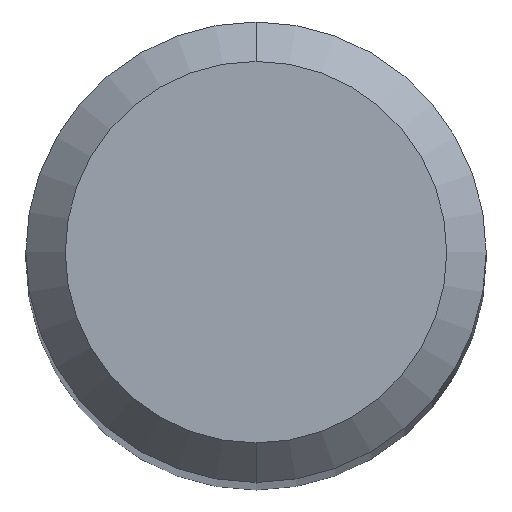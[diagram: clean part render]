
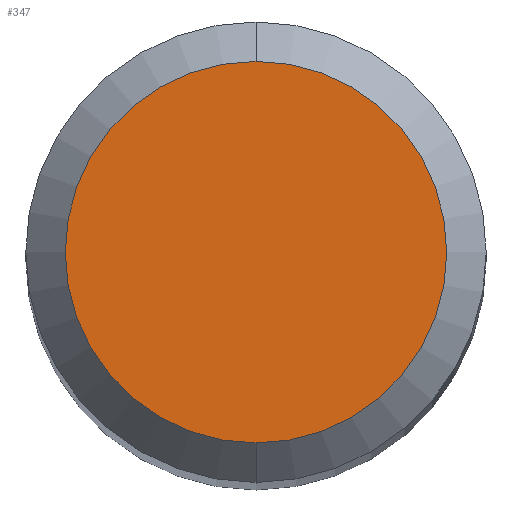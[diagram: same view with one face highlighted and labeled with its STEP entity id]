
A CAD part, top view. The second image highlights one B-rep face of the part: STEP entity #347.
In plain terms, the highlighted planar face has unit normal (0, 0, 1).
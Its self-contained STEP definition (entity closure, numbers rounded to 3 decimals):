
#243=VERTEX_POINT('',#490);
#255=EDGE_CURVE('',#243,#307,#503,.T.);
#307=VERTEX_POINT('',#560);
#331=EDGE_CURVE('',#307,#243,#587,.T.);
#347=ADVANCED_FACE('',(#605),#606,.T.);
#490=CARTESIAN_POINT('',(0.0,1.45,0.0));
#503=CIRCLE('',#793,1.45);
#560=CARTESIAN_POINT('',(0.,-1.45,0.0));
#587=CIRCLE('',#906,1.45);
#605=FACE_OUTER_BOUND('',#926,.T.);
#606=PLANE('',#927);
#793=AXIS2_PLACEMENT_3D('',#1112,#1113,#1114);
#906=AXIS2_PLACEMENT_3D('',#1208,#1209,#1210);
#926=EDGE_LOOP('',(#1238,#1239));
#927=AXIS2_PLACEMENT_3D('',#1240,#1241,#1242);
#1112=CARTESIAN_POINT('',(0.0,0.0,0.0));
#1113=DIRECTION('',(0.0,0.0,-1.0));
#1114=DIRECTION('',(0.0,1.0,0.0));
#1208=CARTESIAN_POINT('',(0.0,0.0,0.0));
#1209=DIRECTION('',(0.0,0.0,-1.0));
#1210=DIRECTION('',(0.0,1.0,0.0));
#1238=ORIENTED_EDGE('',*,*,#255,.F.);
#1239=ORIENTED_EDGE('',*,*,#331,.F.);
#1240=CARTESIAN_POINT('',(0.0,0.725,0.0));
#1241=DIRECTION('',(-0.0,0.0,1.0));
#1242=DIRECTION('',(0.0,-1.0,0.0));
